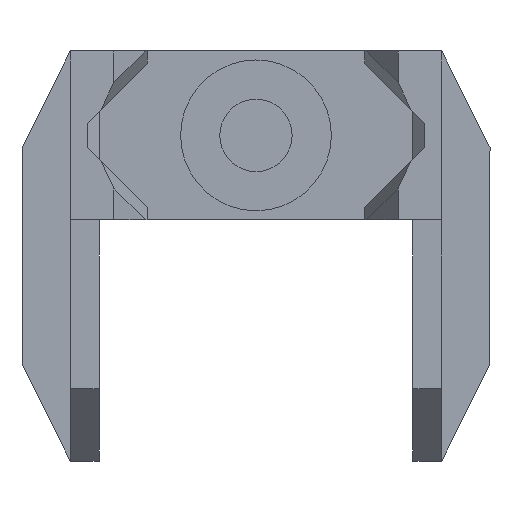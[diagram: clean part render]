
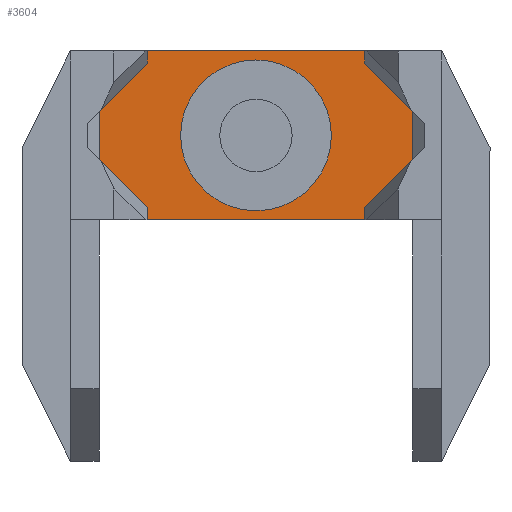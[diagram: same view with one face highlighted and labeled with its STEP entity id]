
A CAD part, front view. The second image highlights one B-rep face of the part: STEP entity #3604.
In plain terms, the highlighted planar face has unit normal (0, -1, 0).
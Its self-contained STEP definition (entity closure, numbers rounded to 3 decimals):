
#162=FACE_BOUND('',#711,.T.);
#306=PLANE('',#3783);
#500=FACE_OUTER_BOUND('',#710,.T.);
#710=EDGE_LOOP('',(#3382,#3383,#3384,#3385,#3386,#3387,#3388,#3389,#3390,
#3391,#3392,#3393));
#711=EDGE_LOOP('',(#3394));
#777=LINE('',#4660,#1185);
#827=LINE('',#4760,#1235);
#918=LINE('',#5429,#1326);
#920=LINE('',#5432,#1328);
#925=LINE('',#5442,#1333);
#931=LINE('',#5455,#1339);
#937=LINE('',#5466,#1345);
#938=LINE('',#5469,#1346);
#940=LINE('',#5473,#1348);
#1122=LINE('',#7778,#1530);
#1123=LINE('',#7780,#1531);
#1124=LINE('',#7781,#1532);
#1185=VECTOR('',#3894,1000.);
#1235=VECTOR('',#3986,1000.);
#1326=VECTOR('',#4091,1000.);
#1328=VECTOR('',#4095,1000.);
#1333=VECTOR('',#4104,1000.);
#1339=VECTOR('',#4118,1000.);
#1345=VECTOR('',#4130,1000.);
#1346=VECTOR('',#4135,1000.);
#1348=VECTOR('',#4139,1000.);
#1530=VECTOR('',#4515,1000.);
#1531=VECTOR('',#4518,1000.);
#1532=VECTOR('',#4519,1000.);
#1533=CIRCLE('',#3624,3.125);
#1545=VERTEX_POINT('',#4530);
#1592=VERTEX_POINT('',#4657);
#1593=VERTEX_POINT('',#4659);
#1621=VERTEX_POINT('',#4757);
#1622=VERTEX_POINT('',#4759);
#1741=VERTEX_POINT('',#5426);
#1742=VERTEX_POINT('',#5428);
#1744=VERTEX_POINT('',#5439);
#1745=VERTEX_POINT('',#5441);
#1747=VERTEX_POINT('',#5452);
#1748=VERTEX_POINT('',#5454);
#1750=VERTEX_POINT('',#5464);
#1751=VERTEX_POINT('',#5471);
#1879=EDGE_CURVE('',#1545,#1545,#1533,.T.);
#1942=EDGE_CURVE('',#1592,#1593,#777,.T.);
#1994=EDGE_CURVE('',#1622,#1621,#827,.T.);
#2121=EDGE_CURVE('',#1742,#1741,#918,.T.);
#2123=EDGE_CURVE('',#1593,#1741,#920,.T.);
#2128=EDGE_CURVE('',#1745,#1744,#925,.T.);
#2134=EDGE_CURVE('',#1748,#1747,#931,.T.);
#2140=EDGE_CURVE('',#1592,#1750,#937,.T.);
#2141=EDGE_CURVE('',#1747,#1622,#938,.T.);
#2143=EDGE_CURVE('',#1750,#1751,#940,.T.);
#2386=EDGE_CURVE('',#1745,#1621,#1122,.T.);
#2387=EDGE_CURVE('',#1744,#1742,#1123,.T.);
#2388=EDGE_CURVE('',#1751,#1748,#1124,.T.);
#3382=ORIENTED_EDGE('',*,*,#2386,.F.);
#3383=ORIENTED_EDGE('',*,*,#2128,.T.);
#3384=ORIENTED_EDGE('',*,*,#2387,.T.);
#3385=ORIENTED_EDGE('',*,*,#2121,.T.);
#3386=ORIENTED_EDGE('',*,*,#2123,.F.);
#3387=ORIENTED_EDGE('',*,*,#1942,.F.);
#3388=ORIENTED_EDGE('',*,*,#2140,.T.);
#3389=ORIENTED_EDGE('',*,*,#2143,.T.);
#3390=ORIENTED_EDGE('',*,*,#2388,.T.);
#3391=ORIENTED_EDGE('',*,*,#2134,.T.);
#3392=ORIENTED_EDGE('',*,*,#2141,.T.);
#3393=ORIENTED_EDGE('',*,*,#1994,.T.);
#3394=ORIENTED_EDGE('',*,*,#1879,.T.);
#3604=ADVANCED_FACE('',(#500,#162),#306,.F.);
#3624=AXIS2_PLACEMENT_3D('',#4531,#3792,#3793);
#3783=AXIS2_PLACEMENT_3D('',#7779,#4516,#4517);
#3792=DIRECTION('center_axis',(0.,1.,0.));
#3793=DIRECTION('ref_axis',(1.,0.,0.));
#3894=DIRECTION('',(1.,0.,0.));
#3986=DIRECTION('',(1.,0.,0.));
#4091=DIRECTION('',(-0.707,0.,0.707));
#4095=DIRECTION('',(0.,0.,-1.));
#4104=DIRECTION('',(0.707,0.,0.707));
#4118=DIRECTION('',(0.707,0.,-0.707));
#4130=DIRECTION('',(0.,0.,-1.));
#4135=DIRECTION('',(0.,0.,-1.));
#4139=DIRECTION('',(-0.707,0.,-0.707));
#4515=DIRECTION('',(0.,0.,-1.));
#4516=DIRECTION('center_axis',(0.,1.,0.));
#4517=DIRECTION('ref_axis',(0.,0.,1.));
#4518=DIRECTION('',(0.,0.,1.));
#4519=DIRECTION('',(0.,0.,-1.));
#4530=CARTESIAN_POINT('',(-3.125,-85.,3.5));
#4531=CARTESIAN_POINT('Origin',(0.,-85.,3.5));
#4657=CARTESIAN_POINT('',(-4.5,-85.,7.));
#4659=CARTESIAN_POINT('',(4.5,-85.,7.));
#4660=CARTESIAN_POINT('',(0.,-85.,7.));
#4757=CARTESIAN_POINT('',(4.5,-85.,0.));
#4759=CARTESIAN_POINT('',(-4.5,-85.,0.));
#4760=CARTESIAN_POINT('',(-4.5,-85.,0.));
#5426=CARTESIAN_POINT('',(4.5,-85.,6.5));
#5428=CARTESIAN_POINT('',(6.5,-85.,4.5));
#5429=CARTESIAN_POINT('',(6.5,-85.,4.5));
#5432=CARTESIAN_POINT('',(4.5,-85.,10.));
#5439=CARTESIAN_POINT('',(6.5,-85.,2.5));
#5441=CARTESIAN_POINT('',(4.5,-85.,0.5));
#5442=CARTESIAN_POINT('',(6.5,-85.,2.5));
#5452=CARTESIAN_POINT('',(-4.5,-85.,0.5));
#5454=CARTESIAN_POINT('',(-6.5,-85.,2.5));
#5455=CARTESIAN_POINT('',(-4.5,-85.,0.5));
#5464=CARTESIAN_POINT('',(-4.5,-85.,6.5));
#5466=CARTESIAN_POINT('',(-4.5,-85.,10.));
#5469=CARTESIAN_POINT('',(-4.5,-85.,10.));
#5471=CARTESIAN_POINT('',(-6.5,-85.,4.5));
#5473=CARTESIAN_POINT('',(-4.5,-85.,6.5));
#7778=CARTESIAN_POINT('',(4.5,-85.,10.));
#7779=CARTESIAN_POINT('Origin',(-4.5,-85.,10.));
#7780=CARTESIAN_POINT('',(6.5,-85.,4.5));
#7781=CARTESIAN_POINT('',(-6.5,-85.,2.5));
